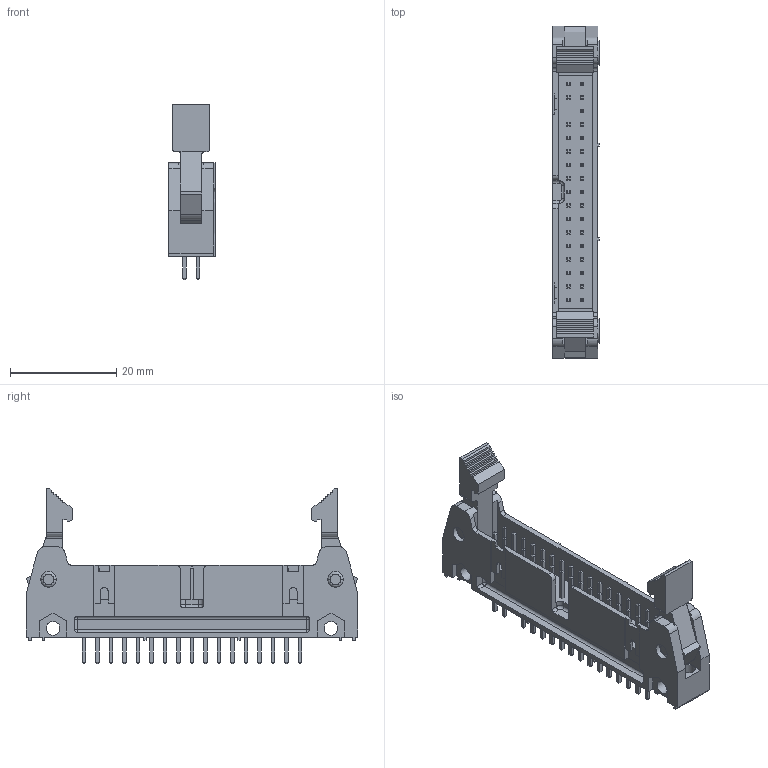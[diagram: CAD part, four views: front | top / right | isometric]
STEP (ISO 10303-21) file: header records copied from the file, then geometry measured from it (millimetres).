
FILE_DESCRIPTION(('FreeCAD Model'),'2;1');
FILE_NAME('Open CASCADE Shape Model','2024-04-16T14:31:05',(''),(''), 'Open CASCADE STEP processor 7.6','FreeCAD','Unknown');
FILE_SCHEMA(('AUTOMOTIVE_DESIGN { 1 0 10303 214 1 1 1 1 }'));
Length unit declared in the file: millimetre
Products named in the file (6): 86130342114345E1LF; body; pins; pin; levers; lever
Assembly tree (38 placements, depth 3):
  86130342114345E1LF
    body
    pins
      pin  x33
    levers
      lever  x2
Bounding box: 8.75 x 62.48 x 33 mm (x, y, z)
Volume: 5410.1 mm3; surface area: 7113.2 mm2
Topology: 36 solids, 36 shells, 757 faces, 1799 edges, 1106 vertices
Faces by surface type: plane 686, cylinder 57, torus 8, sphere 4, revolution 2
Full cylindrical faces by diameter (mm): 2.6 x4, 3 x8
Entity records: 19485 total; most frequent: CARTESIAN_POINT 3769, DIRECTION 2968, LINE 2009, VECTOR 2009, ORIENTED_EDGE 1538, PCURVE 1538, DEFINITIONAL_REPRESENTATION 1538, EDGE_CURVE 769
